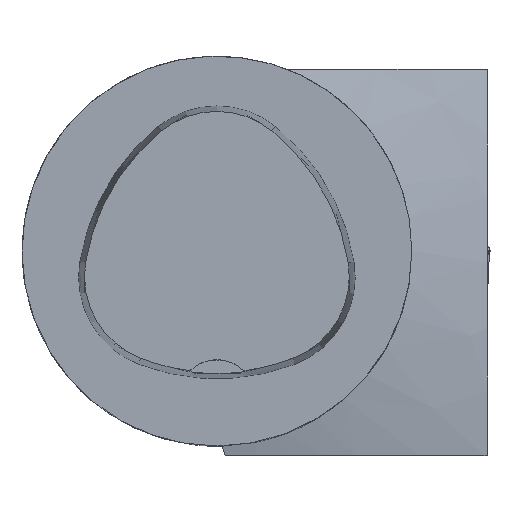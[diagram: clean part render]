
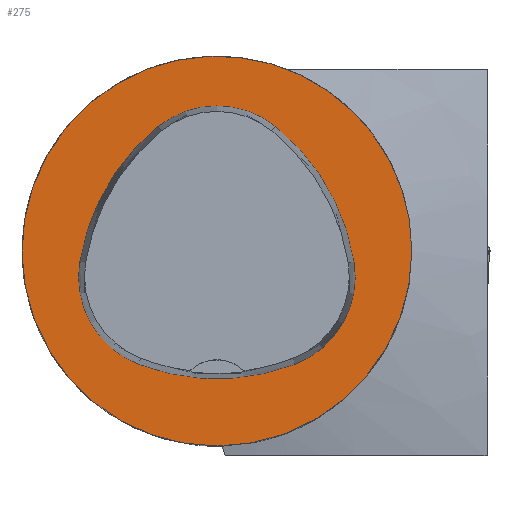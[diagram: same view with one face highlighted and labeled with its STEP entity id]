
A CAD part, top view. The second image highlights one B-rep face of the part: STEP entity #275.
In plain terms, the highlighted planar face has unit normal (0, 0, 1).
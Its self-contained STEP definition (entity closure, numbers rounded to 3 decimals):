
#110=FACE_BOUND('',#557,.T.);
#111=FACE_BOUND('',#558,.T.);
#176=CIRCLE('',#2197,25.);
#182=CIRCLE('',#2219,28.);
#184=CIRCLE('',#2222,12.);
#186=CIRCLE('',#2225,28.);
#188=CIRCLE('',#2228,12.);
#191=CIRCLE('',#2232,28.);
#194=CIRCLE('',#2236,12.);
#275=ADVANCED_FACE('',(#110,#111),#349,.T.);
#349=PLANE('',#2241);
#557=EDGE_LOOP('',(#1023,#1024,#1025,#1026,#1027,#1028));
#558=EDGE_LOOP('',(#1029));
#1023=ORIENTED_EDGE('',*,*,#1598,.F.);
#1024=ORIENTED_EDGE('',*,*,#1593,.F.);
#1025=ORIENTED_EDGE('',*,*,#1588,.F.);
#1026=ORIENTED_EDGE('',*,*,#1585,.F.);
#1027=ORIENTED_EDGE('',*,*,#1582,.F.);
#1028=ORIENTED_EDGE('',*,*,#1578,.F.);
#1029=ORIENTED_EDGE('',*,*,#1542,.T.);
#1303=VERTEX_POINT('',#3719);
#1325=VERTEX_POINT('',#3808);
#1326=VERTEX_POINT('',#3809);
#1329=VERTEX_POINT('',#3817);
#1331=VERTEX_POINT('',#3823);
#1333=VERTEX_POINT('',#3829);
#1337=VERTEX_POINT('',#3842);
#1542=EDGE_CURVE('',#1303,#1303,#176,.T.);
#1578=EDGE_CURVE('',#1325,#1326,#182,.T.);
#1582=EDGE_CURVE('',#1326,#1329,#184,.T.);
#1585=EDGE_CURVE('',#1329,#1331,#186,.T.);
#1588=EDGE_CURVE('',#1331,#1333,#188,.T.);
#1593=EDGE_CURVE('',#1333,#1337,#191,.T.);
#1598=EDGE_CURVE('',#1337,#1325,#194,.T.);
#2197=AXIS2_PLACEMENT_3D('',#3718,#2554,#2555);
#2219=AXIS2_PLACEMENT_3D('',#3807,#2621,#2622);
#2222=AXIS2_PLACEMENT_3D('',#3816,#2629,#2630);
#2225=AXIS2_PLACEMENT_3D('',#3822,#2636,#2637);
#2228=AXIS2_PLACEMENT_3D('',#3828,#2643,#2644);
#2232=AXIS2_PLACEMENT_3D('',#3841,#2652,#2653);
#2236=AXIS2_PLACEMENT_3D('',#3854,#2661,#2662);
#2241=AXIS2_PLACEMENT_3D('',#3859,#2671,#2672);
#2554=DIRECTION('',(0.,0.,1.));
#2555=DIRECTION('',(1.,0.,0.));
#2621=DIRECTION('',(0.,0.,1.));
#2622=DIRECTION('',(1.,0.,0.));
#2629=DIRECTION('',(0.,0.,1.));
#2630=DIRECTION('',(1.,0.,0.));
#2636=DIRECTION('',(0.,0.,1.));
#2637=DIRECTION('',(1.,0.,0.));
#2643=DIRECTION('',(0.,0.,1.));
#2644=DIRECTION('',(1.,0.,0.));
#2652=DIRECTION('',(0.,0.,1.));
#2653=DIRECTION('',(1.,0.,0.));
#2661=DIRECTION('',(0.,0.,1.));
#2662=DIRECTION('',(1.,0.,0.));
#2671=DIRECTION('',(0.,0.,1.));
#2672=DIRECTION('',(-1.,0.,0.));
#3718=CARTESIAN_POINT('',(0.,0.,0.));
#3719=CARTESIAN_POINT('',(25.,0.,0.));
#3807=CARTESIAN_POINT('',(-10.068,-5.824,0.));
#3808=CARTESIAN_POINT('',(17.584,-1.424,0.));
#3809=CARTESIAN_POINT('',(7.531,15.953,0.));
#3816=CARTESIAN_POINT('',(-0.011,6.62,0.));
#3817=CARTESIAN_POINT('',(-7.567,15.942,0.));
#3822=CARTESIAN_POINT('',(10.063,-5.81,0.));
#3823=CARTESIAN_POINT('',(-17.59,-1.418,0.));
#3828=CARTESIAN_POINT('',(-5.739,-3.3,0.));
#3829=CARTESIAN_POINT('',(-10.05,-14.499,0.));
#3841=CARTESIAN_POINT('',(0.01,11.631,0.));
#3842=CARTESIAN_POINT('',(10.025,-14.516,0.));
#3854=CARTESIAN_POINT('',(5.733,-3.31,0.));
#3859=CARTESIAN_POINT('',(0.,0.,0.));
